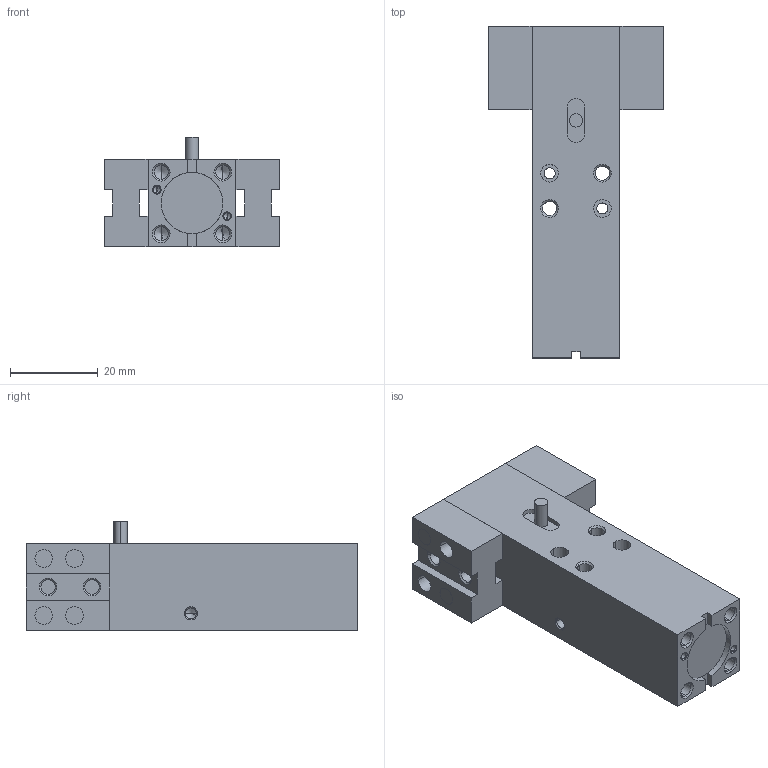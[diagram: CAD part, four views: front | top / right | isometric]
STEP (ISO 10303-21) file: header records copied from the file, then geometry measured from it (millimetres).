
FILE_DESCRIPTION((''),'2;1');
FILE_NAME('MSG-P1.stp','2012-10-08T13:53:09',('hartung_david'),(''),'Autodesk Inventor 2012','Autodesk Inventor 2012','');
FILE_SCHEMA(('AUTOMOTIVE_DESIGN { 1 0 10303 214 1 1 1 1 }'));
Length unit declared in the file: millimetre
Products named in the file (4): MSG-P1; MSG-P1-010; MSG-P1-020; MSG-P1-030
Assembly tree (3 placements, depth 2):
  MSG-P1
    MSG-P1-010
    MSG-P1-020
    MSG-P1-030
Bounding box: 40.02 x 75.5 x 25 mm (x, y, z)
Volume: 34765.2 mm3; surface area: 14741.6 mm2
Topology: 3 solids, 3 shells, 200 faces, 478 edges, 292 vertices
Faces by surface type: cylinder 80, plane 64, cone 56
Full cylindrical faces by diameter (mm): 4.134 x2
Entity records: 6071 total; most frequent: DIRECTION 1078, CARTESIAN_POINT 959, ORIENTED_EDGE 920, EDGE_CURVE 460, AXIS2_PLACEMENT_3D 411, VERTEX_POINT 292, EDGE_LOOP 258, VECTOR 256
